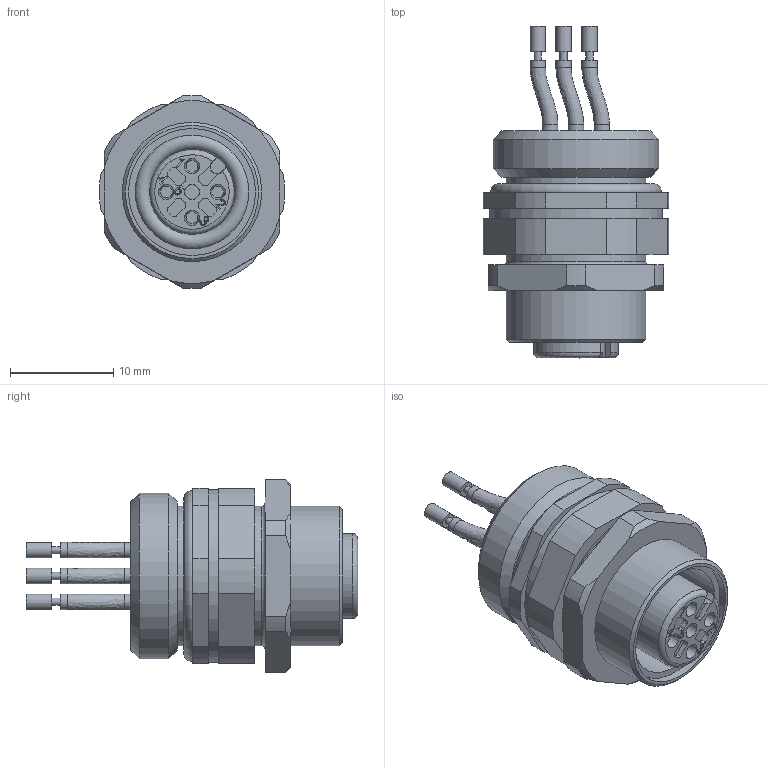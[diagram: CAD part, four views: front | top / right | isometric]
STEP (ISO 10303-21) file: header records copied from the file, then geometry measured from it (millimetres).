
FILE_DESCRIPTION(/* description */ (''),/* implementation_level */ '2;1');
FILE_NAME(/* name */ 'AL-FVM12KUA4-m_M16_S520.stp',/* time_stamp */ '2017-10-05T07:30:17+02:00',/* author */ (''),/* organization */ (''),/* preprocessor_version */ 'ST-DEVELOPER v16',/* originating_system */ 'SIEMENS PLM Software NX 10.0',/* authorisation */ '');
FILE_SCHEMA (('AUTOMOTIVE_DESIGN { 1 0 10303 214 3 1 1 1 }'));
Length unit declared in the file: millimetre
Products named in the file (1): c.ka1A902A16c0md
Bounding box: 17.96 x 32.15 x 18.69 mm (x, y, z)
Volume: 3801.1 mm3; surface area: 3143.7 mm2
Topology: 3 solids, 3 shells, 232 faces, 573 edges, 381 vertices
Faces by surface type: plane 103, cylinder 70, extrusion 32, cone 18, torus 5, bspline 4
Full cylindrical faces by diameter (mm): 0.7 x4, 1.15 x4, 1.5 x12, 11 x1, 12.3 x1, 13.5 x3, 15.46 x2, 16 x1, 16.7 x1
Entity records: 7179 total; most frequent: CARTESIAN_POINT 2131, ORIENTED_EDGE 1000, DIRECTION 931, EDGE_CURVE 500, VERTEX_POINT 359, AXIS2_PLACEMENT_3D 354, EDGE_LOOP 315, ADVANCED_FACE 232
